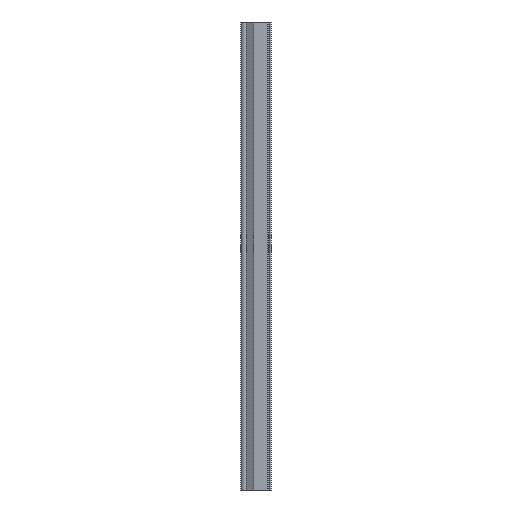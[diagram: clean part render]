
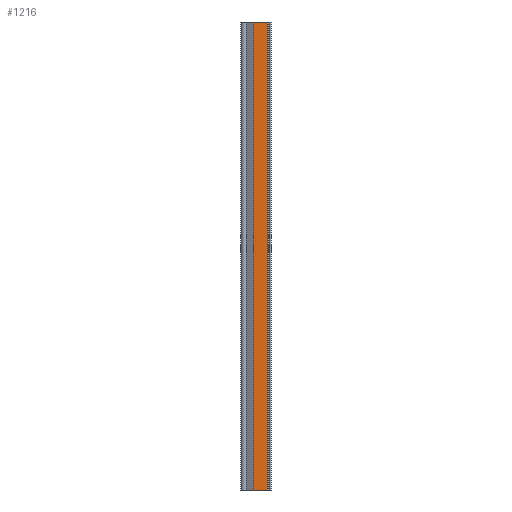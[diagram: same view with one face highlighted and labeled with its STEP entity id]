
A CAD part, left-side view. The second image highlights one B-rep face of the part: STEP entity #1216.
In plain terms, the highlighted planar face has unit normal (-1, 0, 0).
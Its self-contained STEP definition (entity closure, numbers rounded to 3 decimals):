
#283=DIRECTION('',(0.,1.,0.));
#284=VECTOR('',#283,30.);
#285=CARTESIAN_POINT('',(-15.,-50.8,-980.));
#286=LINE('',#285,#284);
#469=DIRECTION('',(0.,0.,-1.));
#470=VECTOR('',#469,1000.);
#471=CARTESIAN_POINT('',(-15.,-20.8,20.));
#472=LINE('',#471,#470);
#473=DIRECTION('',(0.,0.,-1.));
#474=VECTOR('',#473,1000.);
#475=CARTESIAN_POINT('',(-15.,-50.8,20.));
#476=LINE('',#475,#474);
#477=DIRECTION('',(0.,1.,0.));
#478=VECTOR('',#477,30.);
#479=CARTESIAN_POINT('',(-15.,-50.8,20.));
#480=LINE('',#479,#478);
#661=CARTESIAN_POINT('',(-15.,-50.8,20.));
#662=CARTESIAN_POINT('',(-15.,-20.8,20.));
#663=VERTEX_POINT('',#661);
#664=VERTEX_POINT('',#662);
#788=CARTESIAN_POINT('',(-15.,-50.8,-980.));
#789=VERTEX_POINT('',#788);
#790=CARTESIAN_POINT('',(-15.,-20.8,-980.));
#791=VERTEX_POINT('',#790);
#1204=CARTESIAN_POINT('',(-15.,-50.8,20.));
#1205=DIRECTION('',(1.,0.,0.));
#1206=DIRECTION('',(0.,0.,-1.));
#1207=AXIS2_PLACEMENT_3D('',#1204,#1205,#1206);
#1208=PLANE('',#1207);
#1210=ORIENTED_EDGE('',*,*,#1209,.T.);
#1211=ORIENTED_EDGE('',*,*,#1083,.T.);
#1212=ORIENTED_EDGE('',*,*,#1196,.F.);
#1213=ORIENTED_EDGE('',*,*,#1002,.F.);
#1214=EDGE_LOOP('',(#1210,#1211,#1212,#1213));
#1215=FACE_OUTER_BOUND('',#1214,.F.);
#1216=ADVANCED_FACE('',(#1215),#1208,.F.);
#1002=EDGE_CURVE('',#663,#664,#480,.T.);
#1083=EDGE_CURVE('',#789,#791,#286,.T.);
#1196=EDGE_CURVE('',#664,#791,#472,.T.);
#1209=EDGE_CURVE('',#663,#789,#476,.T.);
